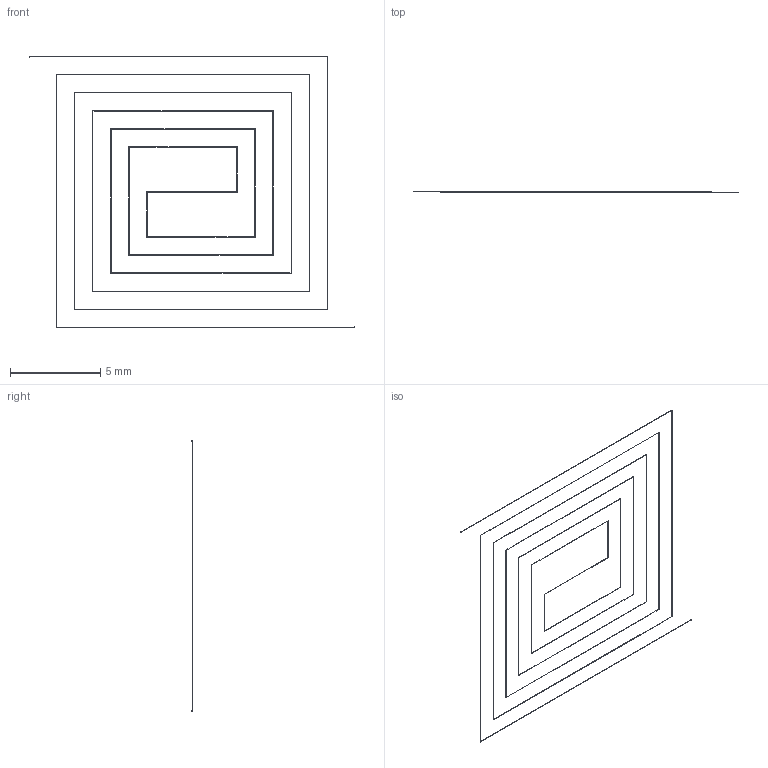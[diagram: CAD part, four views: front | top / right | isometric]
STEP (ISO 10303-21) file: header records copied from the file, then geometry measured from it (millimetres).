
FILE_DESCRIPTION (( 'STEP AP214' ), '1' );
FILE_NAME ('DSS.STEP', '2020-06-22T09:20:59', ( '' ), ( '' ), 'SwSTEP 2.0', 'SolidWorks 2018', '' );
FILE_SCHEMA (( 'AUTOMOTIVE_DESIGN' ));
Length unit declared in the file: micrometre
Products named in the file (1): DSS
Bounding box: 18.05 x 0.03 x 15.05 mm (x, y, z)
Volume: 0 mm3; surface area: 12.6 mm2
Topology: 1 solids, 1 shells, 150 faces, 308 edges, 160 vertices
Faces by surface type: plane 150
Entity records: 3718 total; most frequent: CARTESIAN_POINT 619, ORIENTED_EDGE 616, DIRECTION 610, LINE 308, EDGE_CURVE 308, VECTOR 308, VERTEX_POINT 160, AXIS2_PLACEMENT_3D 151
